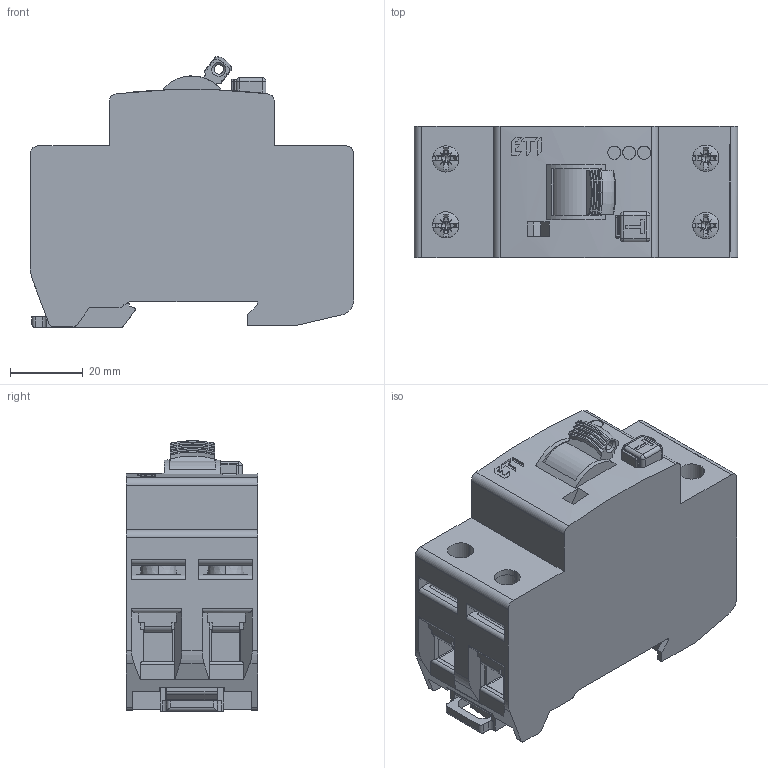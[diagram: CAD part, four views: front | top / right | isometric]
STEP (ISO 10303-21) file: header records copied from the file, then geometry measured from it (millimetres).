
FILE_DESCRIPTION((''),'2;1');
FILE_NAME('002172501_KZS-2M2P_ASM','2022-11-24T08:04:50',('klemen.sitar'),('Audax d.o.o.'),'CREO PARAMETRIC BY PTC INC, 2021304','CREO PARAMETRIC BY PTC INC, 2021304','');
FILE_SCHEMA(('AP242_MANAGED_MODEL_BASED_3D_ENGINEERING_MIM_LF { 1 0 10303 442 1 1 4 }'));
Length unit declared in the file: millimetre
Products named in the file (2): OPEN_CASCADE_STEP_TRANSLATOR-41; 002172501_KZS-2M2P_ASM
Assembly tree (1 placements, depth 2):
  002172501_KZS-2M2P_ASM
    OPEN_CASCADE_STEP_TRANSLATOR-41
Bounding box: 88.65 x 36 x 74.18 mm (x, y, z)
Volume: 160588.1 mm3; surface area: 29378.7 mm2
Topology: 1 solids, 11 shells, 808 faces, 2402 edges, 1597 vertices
Faces by surface type: plane 525, cylinder 194, cone 52, torus 19, sphere 12, bspline 6
Entity records: 34086 total; most frequent: CARTESIAN_POINT 6514, ORIENTED_EDGE 4780, DIRECTION 4206, EDGE_CURVE 2390, VERTEX_POINT 1597, VECTOR 1446, LINE 1446, AXIS2_PLACEMENT_3D 1380
